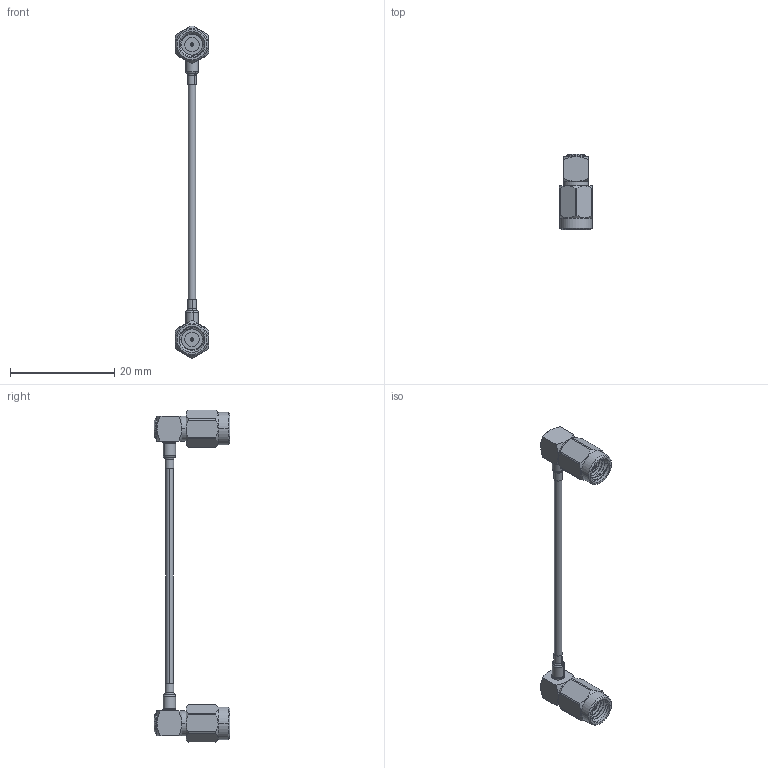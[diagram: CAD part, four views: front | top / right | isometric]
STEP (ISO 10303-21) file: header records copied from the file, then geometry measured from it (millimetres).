
FILE_DESCRIPTION (( 'STEP AP214' ), '1' );
FILE_NAME ('FMCA9977_3D.step', '2024-01-19T19:35:22', ( '' ), ( '' ), 'SwSTEP 2.0', 'SolidWorks 2022', '' );
FILE_SCHEMA (( 'AUTOMOTIVE_DESIGN' ));
Length unit declared in the file: inch
Products named in the file (4): Copy of PE-P047 Cable New^FMCA9977; Copy of FMCN1865^FMCA9977; Copy of Heatshrink_047_240177^FMCA9977; FMCA9977_3D
Assembly tree (5 placements, depth 2):
  FMCA9977_3D
    Copy of PE-P047 Cable New^FMCA9977
    Copy of Heatshrink_047_240177^FMCA9977  x2
    Copy of FMCN1865^FMCA9977  x2
Bounding box: 6.35 x 14.48 x 63.74 mm (x, y, z)
Volume: 845.7 mm3; surface area: 1216.4 mm2
Topology: 5 solids, 5 shells, 198 faces, 436 edges, 264 vertices
Faces by surface type: cylinder 78, cone 60, plane 46, torus 8, bspline 6
Entity records: 3829 total; most frequent: CARTESIAN_POINT 1500, DIRECTION 465, ORIENTED_EDGE 442, EDGE_CURVE 221, AXIS2_PLACEMENT_3D 200, VERTEX_POINT 134, EDGE_LOOP 109, ADVANCED_FACE 101
